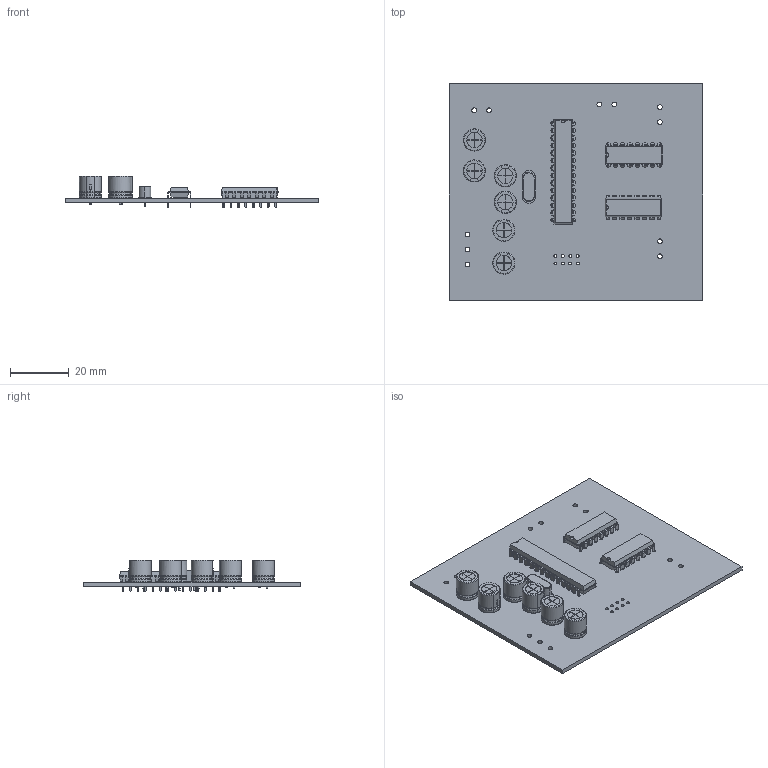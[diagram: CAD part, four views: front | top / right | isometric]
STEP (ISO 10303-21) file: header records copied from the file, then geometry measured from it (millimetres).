
FILE_DESCRIPTION(('KiCad electronic assembly'),'2;1');
FILE_NAME('robo.step','2025-10-18T15:00:41',('Pcbnew'),('Kicad'), 'Open CASCADE STEP processor 7.9','KiCad to STEP converter','Unknown' );
FILE_SCHEMA(('AUTOMOTIVE_DESIGN { 1 0 10303 214 1 1 1 1 }'));
Length unit declared in the file: millimetre
Products named in the file (6): robo 1; DIP-16_W7.62mm; CP_Radial_D7.5mm_P2.50mm; DIP-28_W7.62mm; Crystal_HC49-4H_Vertical; robo_PCB
Assembly tree (11 placements, depth 2):
  robo 1
    DIP-16_W7.62mm  x2
    CP_Radial_D7.5mm_P2.50mm  x6
    DIP-28_W7.62mm
    Crystal_HC49-4H_Vertical
    robo_PCB
Bounding box: 86 x 73.5 x 10.8 mm (x, y, z)
Volume: 13030 mm3; surface area: 17742.2 mm2
Topology: 11 solids, 17 shells, 1457 faces, 3873 edges, 2472 vertices
Faces by surface type: plane 991, cylinder 306, bspline 120, revolution 24, torus 16
Full cylindrical faces by diameter (mm): 0.5 x14, 0.8 x74, 1 x8, 1.6 x11
Entity records: 36778 total; most frequent: CARTESIAN_POINT 6541, ORIENTED_EDGE 5132, DIRECTION 4729, EDGE_CURVE 2566, LINE 2065, VECTOR 2065, VERTEX_POINT 1642, AXIS2_PLACEMENT_3D 1330
